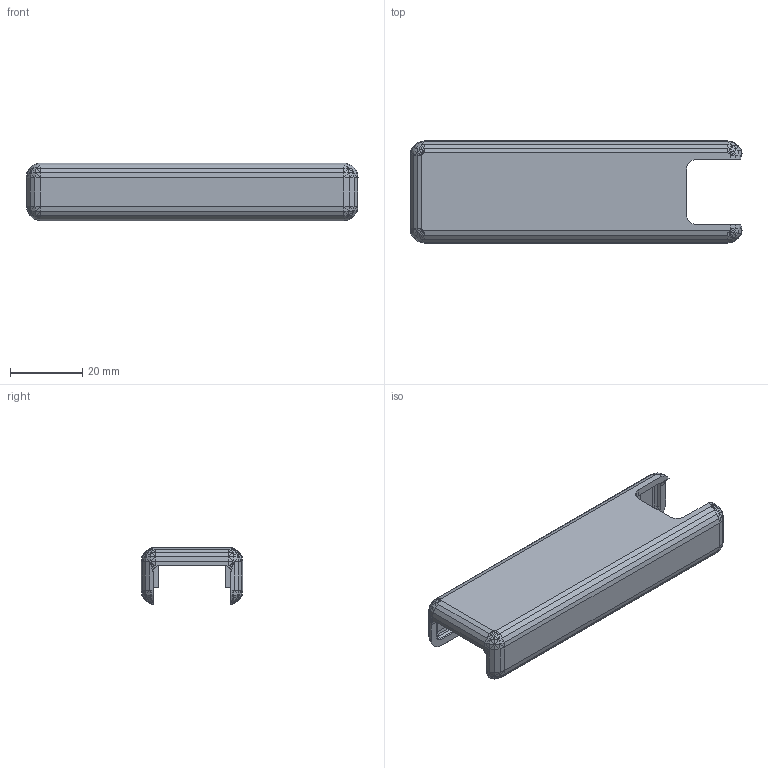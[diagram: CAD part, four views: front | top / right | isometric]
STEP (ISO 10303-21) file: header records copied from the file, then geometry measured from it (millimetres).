
FILE_DESCRIPTION(('FreeCAD Model'),'2;1');
FILE_NAME('Open CASCADE Shape Model','2024-04-15T20:42:55',('FreeCAD'),( 'FreeCAD'),'Open CASCADE STEP processor 7.6','FreeCAD','Unknown');
FILE_SCHEMA(('AUTOMOTIVE_DESIGN { 1 0 10303 214 1 1 1 1 }'));
Length unit declared in the file: millimetre
Products named in the file (1): Open CASCADE STEP translator 7.6 1
Bounding box: 91.92 x 28.23 x 15.88 mm (x, y, z)
Surface area: 10281.2 mm2 (no closed solid volume)
Topology: 0 solids, 1 shells, 803 faces, 1438 edges, 634 vertices
Faces by surface type: plane 803
Entity records: 36472 total; most frequent: DIRECTION 5922, CARTESIAN_POINT 5752, LINE 4314, VECTOR 4314, ORIENTED_EDGE 2876, PCURVE 2876, DEFINITIONAL_REPRESENTATION 2876, EDGE_CURVE 1438
